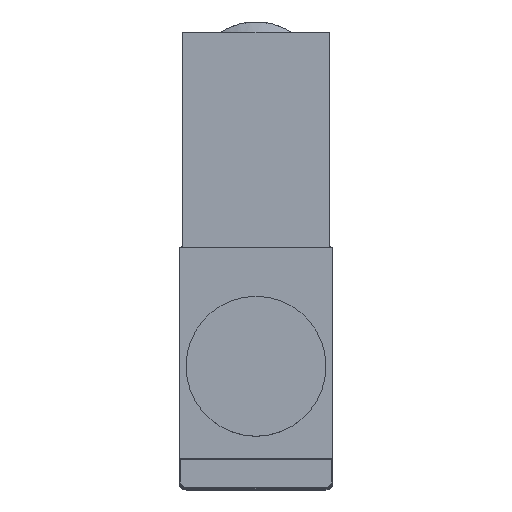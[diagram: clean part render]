
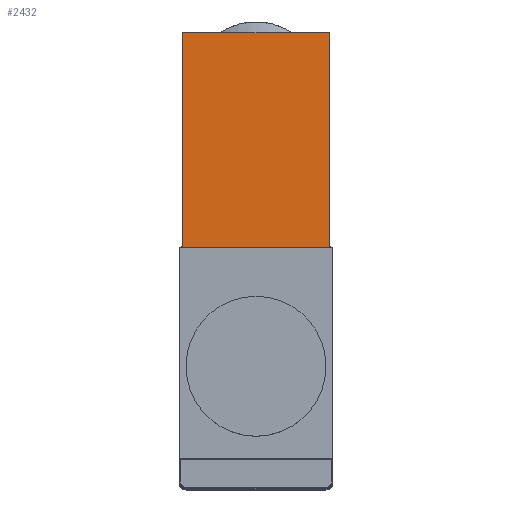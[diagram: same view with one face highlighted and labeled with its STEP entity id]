
A CAD part, top view. The second image highlights one B-rep face of the part: STEP entity #2432.
In plain terms, the highlighted planar face has unit normal (0, 0, 1).
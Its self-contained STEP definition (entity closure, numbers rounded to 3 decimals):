
#109=LINE('',#3622,#307);
#120=LINE('',#3645,#318);
#219=LINE('',#4028,#417);
#220=LINE('',#4030,#418);
#307=VECTOR('',#2832,1000.);
#318=VECTOR('',#2845,1000.);
#417=VECTOR('',#3250,1000.);
#418=VECTOR('',#3253,1000.);
#876=ORIENTED_EDGE('',*,*,#1175,.F.);
#877=ORIENTED_EDGE('',*,*,#1351,.F.);
#878=ORIENTED_EDGE('',*,*,#1164,.F.);
#879=ORIENTED_EDGE('',*,*,#1350,.T.);
#1164=EDGE_CURVE('',#1487,#1488,#109,.T.);
#1175=EDGE_CURVE('',#1498,#1495,#120,.T.);
#1350=EDGE_CURVE('',#1487,#1495,#219,.T.);
#1351=EDGE_CURVE('',#1488,#1498,#220,.T.);
#1487=VERTEX_POINT('',#3621);
#1488=VERTEX_POINT('',#3623);
#1495=VERTEX_POINT('',#3639);
#1498=VERTEX_POINT('',#3644);
#1945=EDGE_LOOP('',(#876,#877,#878,#879));
#2163=FACE_BOUND('',#1945,.T.);
#2306=PLANE('',#2676);
#2432=ADVANCED_FACE('',(#2163),#2306,.F.);
#2676=AXIS2_PLACEMENT_3D('',#4029,#3251,#3252);
#2832=DIRECTION('',(1.,0.,0.));
#2845=DIRECTION('',(-1.,0.,0.));
#3250=DIRECTION('',(0.,-1.,0.));
#3251=DIRECTION('',(0.,0.,-1.));
#3252=DIRECTION('',(-1.,0.,0.));
#3253=DIRECTION('',(0.,-1.,0.));
#3621=CARTESIAN_POINT('',(-10.5,47.7,103.7));
#3622=CARTESIAN_POINT('',(-10.5,47.7,103.7));
#3623=CARTESIAN_POINT('',(10.5,47.7,103.7));
#3639=CARTESIAN_POINT('',(-10.5,17.,103.7));
#3644=CARTESIAN_POINT('',(10.5,17.,103.7));
#3645=CARTESIAN_POINT('',(0.,17.,103.7));
#4028=CARTESIAN_POINT('',(-10.5,47.7,103.7));
#4029=CARTESIAN_POINT('',(-10.5,47.7,103.7));
#4030=CARTESIAN_POINT('',(10.5,47.7,103.7));
